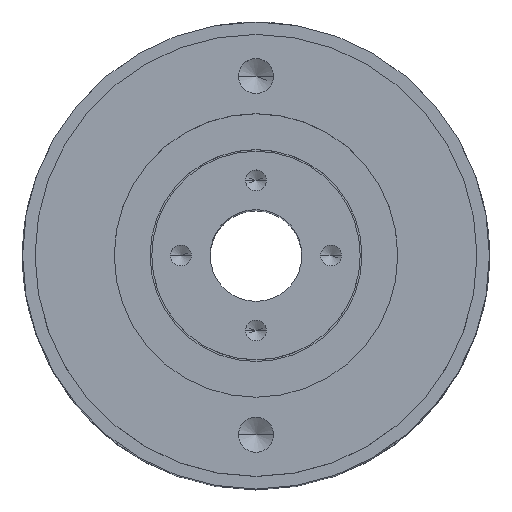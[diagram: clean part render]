
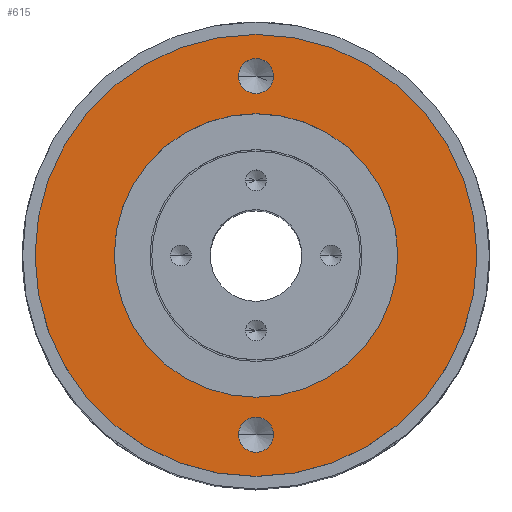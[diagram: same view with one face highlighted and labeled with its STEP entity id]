
A CAD part, top view. The second image highlights one B-rep face of the part: STEP entity #615.
In plain terms, the highlighted planar face has unit normal (0, 0, 1).
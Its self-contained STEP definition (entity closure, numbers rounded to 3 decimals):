
#158 = DIRECTION ( 'NONE',  ( 0., 0., 1. ) ) ;
#161 = AXIS2_PLACEMENT_3D ( 'NONE', #2397, #190, #2764 ) ;
#190 = DIRECTION ( 'NONE',  ( 0., 0., 1. ) ) ;
#213 = AXIS2_PLACEMENT_3D ( 'NONE', #2841, #638, #3203 ) ;
#226 = CIRCLE ( 'NONE', #611, 17. ) ;
#278 = PLANE ( 'NONE',  #213 ) ;
#335 = VERTEX_POINT ( 'NONE', #2925 ) ;
#415 = DIRECTION ( 'NONE',  ( 0., 0., 1. ) ) ;
#518 = VERTEX_POINT ( 'NONE', #4484 ) ;
#611 = AXIS2_PLACEMENT_3D ( 'NONE', #2197, #4773, #2567 ) ;
#614 = EDGE_LOOP ( 'NONE', ( #798, #1074 ) ) ;
#615 = ADVANCED_FACE ( 'NONE', ( #3647, #2783, #1814, #830 ), #278, .T. ) ;
#638 = DIRECTION ( 'NONE',  ( 0., 0., 1. ) ) ;
#717 = CARTESIAN_POINT ( 'NONE',  ( 0., 21.5, 95.5 ) ) ;
#737 = EDGE_CURVE ( 'NONE', #3646, #4065, #2319, .T. ) ;
#798 = ORIENTED_EDGE ( 'NONE', *, *, #737, .T. ) ;
#830 = FACE_OUTER_BOUND ( 'NONE', #614, .T. ) ;
#896 = ORIENTED_EDGE ( 'NONE', *, *, #938, .F. ) ;
#938 = EDGE_CURVE ( 'NONE', #1932, #1154, #226, .T. ) ;
#1074 = ORIENTED_EDGE ( 'NONE', *, *, #2481, .T. ) ;
#1100 = DIRECTION ( 'NONE',  ( 1., 0., 0. ) ) ;
#1154 = VERTEX_POINT ( 'NONE', #2801 ) ;
#1294 = CARTESIAN_POINT ( 'NONE',  ( 17., 0., 95.5 ) ) ;
#1376 = EDGE_LOOP ( 'NONE', ( #2452, #2901 ) ) ;
#1409 = EDGE_CURVE ( 'NONE', #335, #4105, #2521, .T. ) ;
#1463 = DIRECTION ( 'NONE',  ( 0., 0., 1. ) ) ;
#1663 = DIRECTION ( 'NONE',  ( 0., 0., 1. ) ) ;
#1756 = AXIS2_PLACEMENT_3D ( 'NONE', #2351, #158, #2712 ) ;
#1772 = ORIENTED_EDGE ( 'NONE', *, *, #3094, .F. ) ;
#1814 = FACE_BOUND ( 'NONE', #1376, .T. ) ;
#1846 = DIRECTION ( 'NONE',  ( 0., 0., 1. ) ) ;
#1871 = CIRCLE ( 'NONE', #3049, 2.1 ) ;
#1932 = VERTEX_POINT ( 'NONE', #1294 ) ;
#1946 = AXIS2_PLACEMENT_3D ( 'NONE', #4027, #1846, #4403 ) ;
#2094 = CIRCLE ( 'NONE', #1756, 2.1 ) ;
#2197 = CARTESIAN_POINT ( 'NONE',  ( 0., 0., 95.5 ) ) ;
#2319 = CIRCLE ( 'NONE', #1946, 26.5 ) ;
#2351 = CARTESIAN_POINT ( 'NONE',  ( 0., -21.5, 95.5 ) ) ;
#2397 = CARTESIAN_POINT ( 'NONE',  ( 0., 0., 95.5 ) ) ;
#2452 = ORIENTED_EDGE ( 'NONE', *, *, #3318, .F. ) ;
#2481 = EDGE_CURVE ( 'NONE', #4065, #3646, #4104, .T. ) ;
#2514 = CARTESIAN_POINT ( 'NONE',  ( 26.5, 0., 95.5 ) ) ;
#2521 = CIRCLE ( 'NONE', #4192, 2.1 ) ;
#2528 = AXIS2_PLACEMENT_3D ( 'NONE', #3849, #1663, #4205 ) ;
#2567 = DIRECTION ( 'NONE',  ( 1., 0., 0. ) ) ;
#2608 = CARTESIAN_POINT ( 'NONE',  ( 0., -21.5, 95.5 ) ) ;
#2712 = DIRECTION ( 'NONE',  ( 1., 0., 0. ) ) ;
#2764 = DIRECTION ( 'NONE',  ( 1., 0., 0. ) ) ;
#2783 = FACE_BOUND ( 'NONE', #3595, .T. ) ;
#2801 = CARTESIAN_POINT ( 'NONE',  ( -17., 0., 95.5 ) ) ;
#2841 = CARTESIAN_POINT ( 'NONE',  ( 0., 0., 95.5 ) ) ;
#2901 = ORIENTED_EDGE ( 'NONE', *, *, #1409, .F. ) ;
#2925 = CARTESIAN_POINT ( 'NONE',  ( -2.1, -21.5, 95.5 ) ) ;
#2991 = DIRECTION ( 'NONE',  ( 1., 0., 0. ) ) ;
#3049 = AXIS2_PLACEMENT_3D ( 'NONE', #3660, #1463, #4021 ) ;
#3051 = CARTESIAN_POINT ( 'NONE',  ( 2.1, -21.5, 95.5 ) ) ;
#3094 = EDGE_CURVE ( 'NONE', #518, #3413, #4621, .T. ) ;
#3203 = DIRECTION ( 'NONE',  ( 1., 0., 0. ) ) ;
#3287 = DIRECTION ( 'NONE',  ( 0., 0., 1. ) ) ;
#3318 = EDGE_CURVE ( 'NONE', #4105, #335, #2094, .T. ) ;
#3404 = CIRCLE ( 'NONE', #161, 17. ) ;
#3413 = VERTEX_POINT ( 'NONE', #3869 ) ;
#3566 = AXIS2_PLACEMENT_3D ( 'NONE', #717, #3287, #1100 ) ;
#3595 = EDGE_LOOP ( 'NONE', ( #4591, #1772 ) ) ;
#3646 = VERTEX_POINT ( 'NONE', #2514 ) ;
#3647 = FACE_BOUND ( 'NONE', #4075, .T. ) ;
#3660 = CARTESIAN_POINT ( 'NONE',  ( 0., 21.5, 95.5 ) ) ;
#3791 = ORIENTED_EDGE ( 'NONE', *, *, #4231, .F. ) ;
#3849 = CARTESIAN_POINT ( 'NONE',  ( 0., 0., 95.5 ) ) ;
#3869 = CARTESIAN_POINT ( 'NONE',  ( 2.1, 21.5, 95.5 ) ) ;
#3898 = EDGE_CURVE ( 'NONE', #3413, #518, #1871, .T. ) ;
#4021 = DIRECTION ( 'NONE',  ( 1., 0., 0. ) ) ;
#4027 = CARTESIAN_POINT ( 'NONE',  ( 0., 0., 95.5 ) ) ;
#4065 = VERTEX_POINT ( 'NONE', #4112 ) ;
#4075 = EDGE_LOOP ( 'NONE', ( #896, #3791 ) ) ;
#4104 = CIRCLE ( 'NONE', #2528, 26.5 ) ;
#4105 = VERTEX_POINT ( 'NONE', #3051 ) ;
#4112 = CARTESIAN_POINT ( 'NONE',  ( -26.5, 0., 95.5 ) ) ;
#4192 = AXIS2_PLACEMENT_3D ( 'NONE', #2608, #415, #2991 ) ;
#4205 = DIRECTION ( 'NONE',  ( 1., 0., 0. ) ) ;
#4231 = EDGE_CURVE ( 'NONE', #1154, #1932, #3404, .T. ) ;
#4403 = DIRECTION ( 'NONE',  ( 1., 0., 0. ) ) ;
#4484 = CARTESIAN_POINT ( 'NONE',  ( -2.1, 21.5, 95.5 ) ) ;
#4591 = ORIENTED_EDGE ( 'NONE', *, *, #3898, .F. ) ;
#4621 = CIRCLE ( 'NONE', #3566, 2.1 ) ;
#4773 = DIRECTION ( 'NONE',  ( 0., 0., 1. ) ) ;
